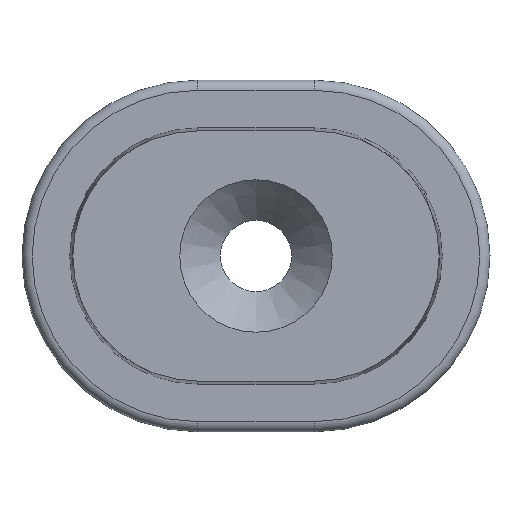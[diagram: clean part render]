
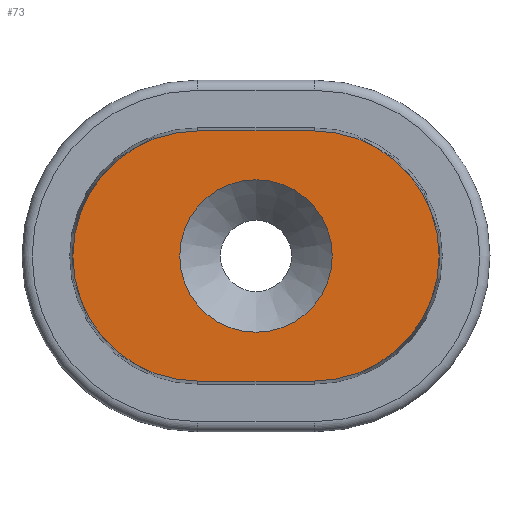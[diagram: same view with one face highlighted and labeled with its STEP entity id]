
A CAD part, left-side view. The second image highlights one B-rep face of the part: STEP entity #73.
In plain terms, the highlighted planar face has unit normal (-1, 0, 0).
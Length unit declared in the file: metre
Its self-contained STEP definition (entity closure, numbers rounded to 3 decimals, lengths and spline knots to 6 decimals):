
#73 = ADVANCED_FACE( '', ( #148, #149 ), #150, .F. );
#148 = FACE_BOUND( '', #215, .T. );
#149 = FACE_OUTER_BOUND( '', #216, .T. );
#150 = PLANE( '', #217 );
#215 = EDGE_LOOP( '', ( #341 ) );
#216 = EDGE_LOOP( '', ( #342, #343, #344, #345 ) );
#217 = AXIS2_PLACEMENT_3D( '', #346, #347, #348 );
#341 = ORIENTED_EDGE( '', *, *, #393, .T. );
#342 = ORIENTED_EDGE( '', *, *, #383, .T. );
#343 = ORIENTED_EDGE( '', *, *, #380, .T. );
#344 = ORIENTED_EDGE( '', *, *, #395, .F. );
#345 = ORIENTED_EDGE( '', *, *, #375, .F. );
#346 = CARTESIAN_POINT( '', ( 0.126543, -0.007264, 0. ) );
#347 = DIRECTION( '', ( 1., 0., 0. ) );
#348 = DIRECTION( '', ( 0., 1., 0. ) );
#375 = EDGE_CURVE( '', #438, #434, #440, .T. );
#380 = EDGE_CURVE( '', #442, #447, #449, .T. );
#383 = EDGE_CURVE( '', #438, #442, #452, .T. );
#393 = EDGE_CURVE( '', #463, #463, #464, .T. );
#395 = EDGE_CURVE( '', #434, #447, #466, .T. );
#434 = VERTEX_POINT( '', #507 );
#438 = VERTEX_POINT( '', #513 );
#440 = LINE( '', #516, #517 );
#442 = VERTEX_POINT( '', #519 );
#447 = VERTEX_POINT( '', #526 );
#449 = LINE( '', #529, #530 );
#452 = CIRCLE( '', #533, 0.015621 );
#463 = VERTEX_POINT( '', #546 );
#464 = CIRCLE( '', #547, 0.009525 );
#466 = CIRCLE( '', #549, 0.015621 );
#507 = CARTESIAN_POINT( '', ( 0.126543, -0.007264, 0.015621 ) );
#513 = CARTESIAN_POINT( '', ( 0.126543, 0.007264, 0.015621 ) );
#516 = CARTESIAN_POINT( '', ( 0.126543, 0., 0.015621 ) );
#517 = VECTOR( '', #595, 1. );
#519 = CARTESIAN_POINT( '', ( 0.126543, 0.007264, -0.015621 ) );
#526 = CARTESIAN_POINT( '', ( 0.126543, -0.007264, -0.015621 ) );
#529 = CARTESIAN_POINT( '', ( 0.126543, 0., -0.015621 ) );
#530 = VECTOR( '', #599, 1. );
#533 = AXIS2_PLACEMENT_3D( '', #603, #604, #605 );
#546 = CARTESIAN_POINT( '', ( 0.126543, 0., -0.009525 ) );
#547 = AXIS2_PLACEMENT_3D( '', #614, #615, #616 );
#549 = AXIS2_PLACEMENT_3D( '', #617, #618, #619 );
#595 = DIRECTION( '', ( 0., -1., 0. ) );
#599 = DIRECTION( '', ( 0., -1., 0. ) );
#603 = CARTESIAN_POINT( '', ( 0.126543, 0.007264, 0. ) );
#604 = DIRECTION( '', ( -1., 0., 0. ) );
#605 = DIRECTION( '', ( 0., 0., -1. ) );
#614 = CARTESIAN_POINT( '', ( 0.126543, 0., 0. ) );
#615 = DIRECTION( '', ( 1., 0., 0. ) );
#616 = DIRECTION( '', ( 0., 0., -1. ) );
#617 = CARTESIAN_POINT( '', ( 0.126543, -0.007264, 0. ) );
#618 = DIRECTION( '', ( 1., 0., 0. ) );
#619 = DIRECTION( '', ( 0., 0., -1. ) );
